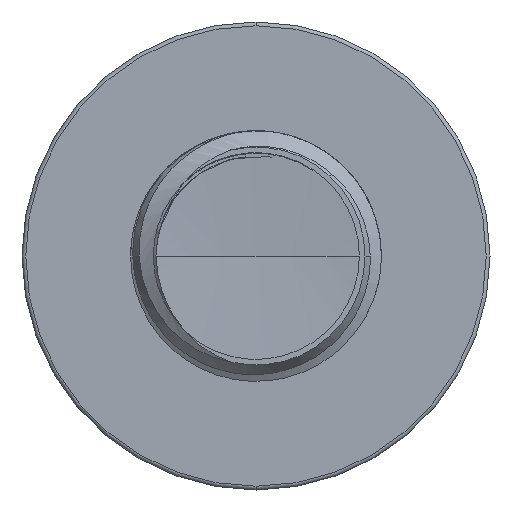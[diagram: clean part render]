
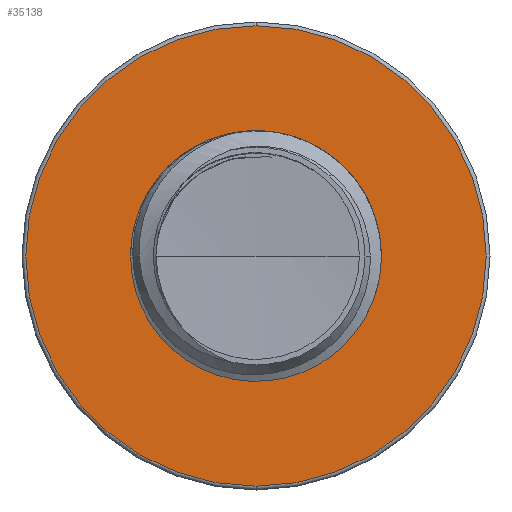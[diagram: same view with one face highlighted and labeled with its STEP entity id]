
A CAD part, front view. The second image highlights one B-rep face of the part: STEP entity #35138.
In plain terms, the highlighted planar face has unit normal (0, -1, 0).
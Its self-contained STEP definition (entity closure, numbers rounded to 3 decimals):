
#1375 = DIRECTION ( 'NONE',  ( 0., -1., 0. ) ) ;
#1608 = VERTEX_POINT ( 'NONE', #31259 ) ;
#4713 = EDGE_CURVE ( 'NONE', #25100, #1608, #9846, .T. ) ;
#4863 = AXIS2_PLACEMENT_3D ( 'NONE', #6551, #29693, #10006 ) ;
#6383 = EDGE_CURVE ( 'NONE', #1608, #25100, #25888, .T. ) ;
#6418 = CARTESIAN_POINT ( 'NONE',  ( 0., 12.5, 0. ) ) ;
#6551 = CARTESIAN_POINT ( 'NONE',  ( 0., 12.5, 0. ) ) ;
#8957 = AXIS2_PLACEMENT_3D ( 'NONE', #6418, #29552, #9857 ) ;
#9846 = CIRCLE ( 'NONE', #13336, 2.755 ) ;
#9857 = DIRECTION ( 'NONE',  ( 0., 0., -1. ) ) ;
#10006 = DIRECTION ( 'NONE',  ( 0., 0., -1. ) ) ;
#12048 = AXIS2_PLACEMENT_3D ( 'NONE', #29182, #19936, #41687 ) ;
#12715 = FACE_OUTER_BOUND ( 'NONE', #31178, .T. ) ;
#13336 = AXIS2_PLACEMENT_3D ( 'NONE', #19140, #19187, #19196 ) ;
#13785 = AXIS2_PLACEMENT_3D ( 'NONE', #21301, #1375, #24500 ) ;
#16461 = CIRCLE ( 'NONE', #13785, 1.436 ) ;
#16708 = CARTESIAN_POINT ( 'NONE',  ( 0., 12.5, -1.436 ) ) ;
#16881 = EDGE_LOOP ( 'NONE', ( #20994, #37619 ) ) ;
#19140 = CARTESIAN_POINT ( 'NONE',  ( 0., 12.5, 0. ) ) ;
#19187 = DIRECTION ( 'NONE',  ( 0., -1., 0. ) ) ;
#19196 = DIRECTION ( 'NONE',  ( 0., 0., -1. ) ) ;
#19936 = DIRECTION ( 'NONE',  ( 0., -1., 0. ) ) ;
#20994 = ORIENTED_EDGE ( 'NONE', *, *, #27028, .F. ) ;
#21301 = CARTESIAN_POINT ( 'NONE',  ( 0., 12.5, 0. ) ) ;
#23761 = EDGE_CURVE ( 'NONE', #25417, #36959, #16461, .T. ) ;
#24500 = DIRECTION ( 'NONE',  ( 0., 0., -1. ) ) ;
#25100 = VERTEX_POINT ( 'NONE', #28771 ) ;
#25417 = VERTEX_POINT ( 'NONE', #26689 ) ;
#25888 = CIRCLE ( 'NONE', #4863, 2.755 ) ;
#26689 = CARTESIAN_POINT ( 'NONE',  ( 0., 12.5, 1.436 ) ) ;
#27028 = EDGE_CURVE ( 'NONE', #36959, #25417, #31482, .T. ) ;
#27510 = ORIENTED_EDGE ( 'NONE', *, *, #4713, .T. ) ;
#28466 = ORIENTED_EDGE ( 'NONE', *, *, #6383, .T. ) ;
#28771 = CARTESIAN_POINT ( 'NONE',  ( 0., 12.5, -2.755 ) ) ;
#29138 = FACE_BOUND ( 'NONE', #16881, .T. ) ;
#29182 = CARTESIAN_POINT ( 'NONE',  ( 0., 12.5, 1.436 ) ) ;
#29552 = DIRECTION ( 'NONE',  ( 0., -1., 0. ) ) ;
#29693 = DIRECTION ( 'NONE',  ( 0., -1., 0. ) ) ;
#31178 = EDGE_LOOP ( 'NONE', ( #27510, #28466 ) ) ;
#31259 = CARTESIAN_POINT ( 'NONE',  ( 0., 12.5, 2.755 ) ) ;
#31482 = CIRCLE ( 'NONE', #8957, 1.436 ) ;
#35138 = ADVANCED_FACE ( 'NONE', ( #12715, #29138 ), #38666, .T. ) ;
#36959 = VERTEX_POINT ( 'NONE', #16708 ) ;
#37619 = ORIENTED_EDGE ( 'NONE', *, *, #23761, .F. ) ;
#38666 = PLANE ( 'NONE',  #12048 ) ;
#41687 = DIRECTION ( 'NONE',  ( 0., 0., -1. ) ) ;
